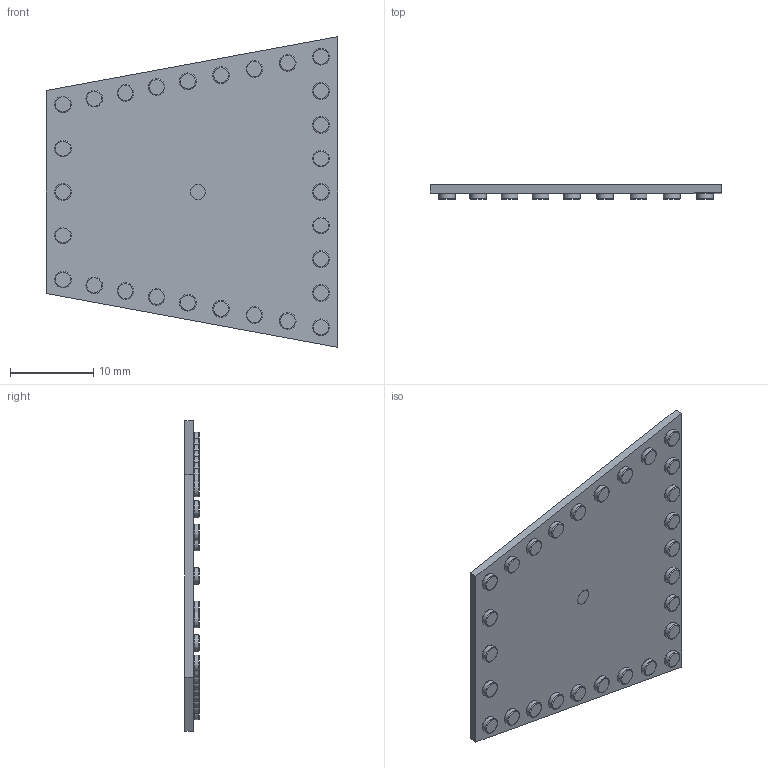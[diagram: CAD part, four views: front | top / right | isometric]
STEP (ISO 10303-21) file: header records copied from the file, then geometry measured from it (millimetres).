
FILE_DESCRIPTION(('TFLEX Exchange Step'),'2;1');
FILE_NAME(' бок 1.stp', '2022-03-31T12:12:10+03:00',('ilya'),('Unknown organisation'),'TFLEX Exchange 2022.0','T-FLEX CAD','Unknown authorisation');
FILE_SCHEMA( ('AUTOMOTIVE_DESIGN { 1 0 10303 214 1 1 1 1 }') );
Length unit declared in the file: millimetre
Products named in the file (2): норм заклепка; декор бок 1
Assembly tree (28 placements, depth 2):
  декор бок 1
    норм заклепка  x28
Bounding box: 34.92 x 1.7 x 37.24 mm (x, y, z)
Volume: 1138.2 mm3; surface area: 2576.8 mm2
Topology: 30 solids, 30 shells, 238 faces, 476 edges, 298 vertices
Faces by surface type: torus 116, plane 64, cylinder 58
Entity records: 819 total; most frequent: DIRECTION 128, CARTESIAN_POINT 89, AXIS2_PLACEMENT_3D 57, PRODUCT_DEFINITION_SHAPE 57, ORIENTED_EDGE 56, PRODUCT 29, PRODUCT_RELATED_PRODUCT_CATEGORY 29, PRODUCT_DEFINITION_FORMATION_WITH_SPECIFIED_SOURCE 29
